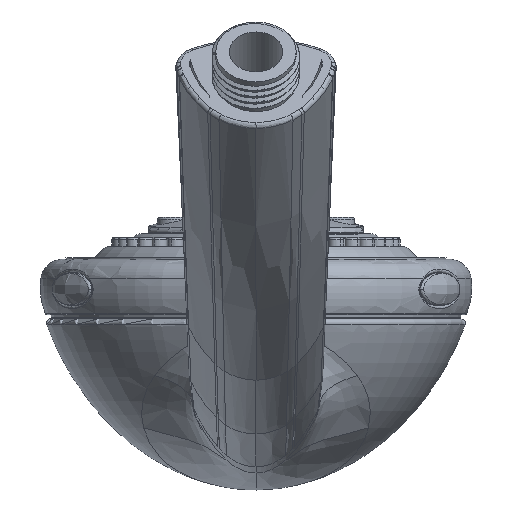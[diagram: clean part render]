
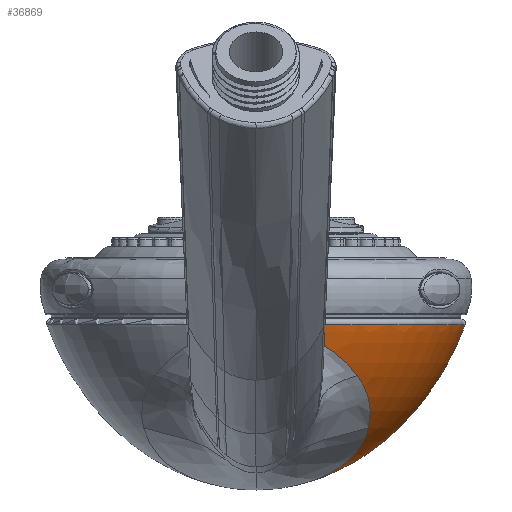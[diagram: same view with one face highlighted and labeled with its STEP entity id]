
A CAD part, front view. The second image highlights one B-rep face of the part: STEP entity #36869.
In plain terms, the highlighted face is a revolution surface.
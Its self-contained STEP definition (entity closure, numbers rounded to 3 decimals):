
#23=CARTESIAN_POINT('',(0.,70.75,-51.9));
#24=CARTESIAN_POINT('',(1.668,70.75,-51.9));
#25=CARTESIAN_POINT('',(4.97,70.742,-51.689));
#26=CARTESIAN_POINT('',(9.729,70.066,-50.789));
#27=CARTESIAN_POINT('',(14.11,68.379,-49.381));
#28=CARTESIAN_POINT('',(17.859,65.641,-47.561));
#29=CARTESIAN_POINT('',(20.777,62.095,-45.444));
#30=CARTESIAN_POINT('',(22.856,58.2,-43.116));
#31=CARTESIAN_POINT('',(24.328,54.441,-40.617));
#32=CARTESIAN_POINT('',(24.966,52.024,-38.855));
#33=CARTESIAN_POINT('',(25.198,50.83,-37.955));
#35=CARTESIAN_POINT('',(25.198,50.83,-37.955));
#36=CARTESIAN_POINT('',(25.282,50.411,-37.637));
#37=CARTESIAN_POINT('',(25.423,49.58,-37.004));
#38=CARTESIAN_POINT('',(25.564,48.369,-36.064));
#39=CARTESIAN_POINT('',(25.636,47.183,-35.134));
#40=CARTESIAN_POINT('',(25.641,46.021,-34.214));
#41=CARTESIAN_POINT('',(25.579,44.877,-33.301));
#42=CARTESIAN_POINT('',(25.452,43.747,-32.397));
#43=CARTESIAN_POINT('',(25.257,42.627,-31.498));
#44=CARTESIAN_POINT('',(24.994,41.517,-30.605));
#45=CARTESIAN_POINT('',(24.668,40.418,-29.717));
#46=CARTESIAN_POINT('',(24.276,39.329,-28.835));
#47=CARTESIAN_POINT('',(23.818,38.252,-27.957));
#48=CARTESIAN_POINT('',(23.295,37.186,-27.084));
#49=CARTESIAN_POINT('',(22.9,36.485,-26.503));
#50=CARTESIAN_POINT('',(22.691,36.136,-26.214));
#52=CARTESIAN_POINT('',(22.691,36.136,-26.214));
#53=CARTESIAN_POINT('',(22.337,35.542,-25.722));
#54=CARTESIAN_POINT('',(21.294,33.97,-24.409));
#55=CARTESIAN_POINT('',(19.221,31.584,-22.372));
#56=CARTESIAN_POINT('',(16.481,29.265,-20.317));
#57=CARTESIAN_POINT('',(13.644,27.472,-18.66));
#58=CARTESIAN_POINT('',(11.346,26.371,-17.596));
#59=CARTESIAN_POINT('',(9.584,25.68,-16.903));
#60=CARTESIAN_POINT('',(7.649,25.04,-16.246));
#61=CARTESIAN_POINT('',(5.392,24.488,-15.655));
#62=CARTESIAN_POINT('',(2.769,24.099,-15.219));
#63=CARTESIAN_POINT('',(0.955,24.,-15.104));
#64=CARTESIAN_POINT('',(0.,24.,-15.104));
#66=CARTESIAN_POINT('',(0.,70.75,-14.834));
#67=DIRECTION('',(0.,0.,1.));
#68=DIRECTION('',(0.,-1.,0.));
#69=AXIS2_PLACEMENT_3D('',#66,#67,#68);
#71=CARTESIAN_POINT('',(0.,70.75,-14.834));
#72=DIRECTION('',(0.,0.,1.));
#73=DIRECTION('',(1.,-0.023,0.));
#74=AXIS2_PLACEMENT_3D('',#71,#72,#73);
#76=CARTESIAN_POINT('',(0.,70.75,-14.834));
#77=DIRECTION('',(0.,0.,1.));
#78=DIRECTION('',(1.,0.,0.));
#79=AXIS2_PLACEMENT_3D('',#76,#77,#78);
#81=CARTESIAN_POINT('',(0.,70.75,-51.9));
#82=CARTESIAN_POINT('',(0.,78.519,-51.9));
#83=CARTESIAN_POINT('',(0.,94.145,
-46.83));
#84=CARTESIAN_POINT('',(0.,108.663,
-33.283));
#85=CARTESIAN_POINT('',(0.,115.767,
-20.));
#86=CARTESIAN_POINT('',(0.,117.596,
-14.834));
#103=CARTESIAN_POINT('',(0.,23.904,-14.834));
#104=CARTESIAN_POINT('',(0.,23.936,-14.924));
#105=CARTESIAN_POINT('',(0.,23.968,-15.014));
#106=CARTESIAN_POINT('',(0.,24.,-15.104));
#33172=VERTEX_POINT('',#81);
#33173=VERTEX_POINT('',#86);
#33174=VERTEX_POINT('',#33);
#33175=VERTEX_POINT('',#50);
#33176=VERTEX_POINT('',#64);
#33177=VERTEX_POINT('',#103);
#33178=CARTESIAN_POINT('',(46.846,70.75,-14.834));
#33179=VERTEX_POINT('',#33178);
#33180=CARTESIAN_POINT('',(46.834,69.662,
-14.834));
#33181=VERTEX_POINT('',#33180);
#36835=CARTESIAN_POINT('',(0.,70.75,-51.9));
#36836=CARTESIAN_POINT('',(7.769,70.75,-51.9));
#36837=CARTESIAN_POINT('',(23.395,70.75,-46.83));
#36838=CARTESIAN_POINT('',(37.913,70.75,-33.283));
#36839=CARTESIAN_POINT('',(45.113,70.75,-19.821));
#36840=CARTESIAN_POINT('',(46.987,70.75,-14.433));
#36841=CARTESIAN_POINT('',(47.056,70.75,-14.231));
#36847=CARTESIAN_POINT('',(0.,70.75,-4.758));
#36848=DIRECTION('',(0.,0.,-1.));
#36849=AXIS1_PLACEMENT('',#36847,#36848);
#36850=SURFACE_OF_REVOLUTION('',#36842,#36849);
#36852=ORIENTED_EDGE('',*,*,#36851,.F.);
#36854=ORIENTED_EDGE('',*,*,#36853,.T.);
#36856=ORIENTED_EDGE('',*,*,#36855,.T.);
#36858=ORIENTED_EDGE('',*,*,#36857,.T.);
#36860=ORIENTED_EDGE('',*,*,#36859,.F.);
#36862=ORIENTED_EDGE('',*,*,#36861,.T.);
#36864=ORIENTED_EDGE('',*,*,#36863,.T.);
#36866=ORIENTED_EDGE('',*,*,#36865,.T.);
#36867=EDGE_LOOP('',(#36852,#36854,#36856,#36858,#36860,#36862,#36864,#36866));
#36868=FACE_OUTER_BOUND('',#36867,.F.);
#36869=ADVANCED_FACE('',(#36868),#36850,.F.);
#34=B_SPLINE_CURVE_WITH_KNOTS('',3,(#23,#24,#25,#26,#27,#28,#29,#30,#31,#32,
#33),.UNSPECIFIED.,.F.,.F.,(4,1,1,1,1,1,1,1,4),(0.,0.125,
0.25,0.375,0.5,0.625,
0.75,0.875,1.),.UNSPECIFIED.);
#51=B_SPLINE_CURVE_WITH_KNOTS('',3,(#35,#36,#37,#38,#39,#40,#41,#42,#43,#44,#45,
#46,#47,#48,#49,#50),.UNSPECIFIED.,.F.,.F.,(4,1,1,1,1,1,1,1,1,1,1,1,1,4),(0.,
0.077,0.154,0.231,0.308,
0.385,0.462,0.538,0.615,
0.692,0.769,0.846,0.923,1.),
.UNSPECIFIED.);
#65=B_SPLINE_CURVE_WITH_KNOTS('',3,(#52,#53,#54,#55,#56,#57,#58,#59,#60,#61,#62,
#63,#64),.UNSPECIFIED.,.F.,.F.,(4,1,1,1,1,1,1,1,1,1,4),(0.,0.06,
0.162,0.263,0.364,0.465,
0.532,0.599,0.733,0.866,1.),
.UNSPECIFIED.);
#70=CIRCLE('',#69,46.846);
#75=CIRCLE('',#74,46.846);
#80=CIRCLE('',#79,46.846);
#87=B_SPLINE_CURVE_WITH_KNOTS('',3,(#81,#82,#83,#84,#85,#86),.UNSPECIFIED.,.F.,
.F.,(4,1,1,4),(0.,0.347,0.773,1.),.UNSPECIFIED.);
#107=B_SPLINE_CURVE_WITH_KNOTS('',3,(#103,#104,#105,#106),.UNSPECIFIED.,.F.,.F.,
(4,4),(0.,1.),.UNSPECIFIED.);
#36842=B_SPLINE_CURVE_WITH_KNOTS('',3,(#36835,#36836,#36837,#36838,#36839,
#36840,#36841),.UNSPECIFIED.,.F.,.F.,(4,1,1,1,4),(0.,0.344,
0.767,0.991,1.),.UNSPECIFIED.);
#36851=EDGE_CURVE('',#33172,#33173,#87,.T.);
#36853=EDGE_CURVE('',#33172,#33174,#34,.T.);
#36855=EDGE_CURVE('',#33174,#33175,#51,.T.);
#36857=EDGE_CURVE('',#33175,#33176,#65,.T.);
#36859=EDGE_CURVE('',#33177,#33176,#107,.T.);
#36861=EDGE_CURVE('',#33177,#33181,#70,.T.);
#36863=EDGE_CURVE('',#33181,#33179,#75,.T.);
#36865=EDGE_CURVE('',#33179,#33173,#80,.T.);
